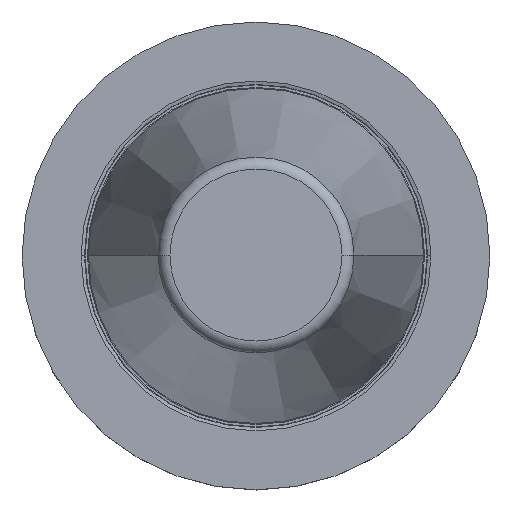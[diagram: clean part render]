
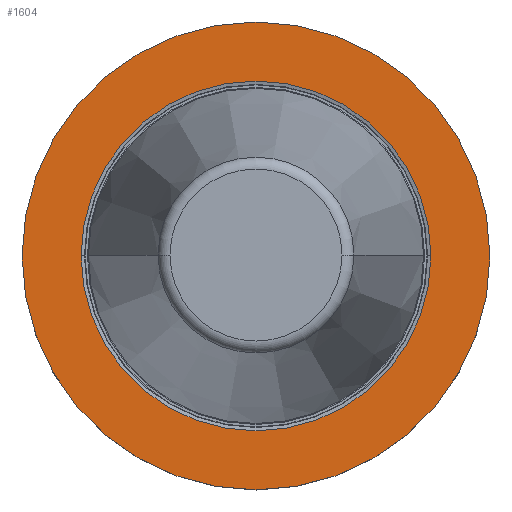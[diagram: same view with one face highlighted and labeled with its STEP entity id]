
A CAD part, top view. The second image highlights one B-rep face of the part: STEP entity #1604.
In plain terms, the highlighted planar face has unit normal (0, 0, 1).
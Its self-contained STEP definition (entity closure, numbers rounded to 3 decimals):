
#113=CARTESIAN_POINT('',(0.,0.,-3.2));
#114=DIRECTION('',(0.,0.,1.));
#115=DIRECTION('',(1.,0.,0.));
#116=AXIS2_PLACEMENT_3D('',#113,#114,#115);
#121=CARTESIAN_POINT('',(0.,0.,-3.2));
#122=DIRECTION('',(0.,0.,-1.));
#123=DIRECTION('',(1.,0.,0.));
#124=AXIS2_PLACEMENT_3D('',#121,#122,#123);
#129=CARTESIAN_POINT('',(0.,0.,-3.2));
#130=DIRECTION('',(0.,0.,1.));
#131=DIRECTION('',(1.,0.,0.));
#132=AXIS2_PLACEMENT_3D('',#129,#130,#131);
#137=CARTESIAN_POINT('',(0.,0.,-3.2));
#138=DIRECTION('',(0.,0.,1.));
#139=DIRECTION('',(-1.,0.,0.));
#140=AXIS2_PLACEMENT_3D('',#137,#138,#139);
#1421=CARTESIAN_POINT('',(48.75,0.,-3.2));
#1422=CARTESIAN_POINT('',(-48.75,0.,-3.2));
#1423=VERTEX_POINT('',#1421);
#1424=VERTEX_POINT('',#1422);
#1487=CARTESIAN_POINT('',(36.446,0.,-3.2));
#1488=VERTEX_POINT('',#1487);
#1491=CARTESIAN_POINT('',(-36.446,0.,-3.2));
#1492=VERTEX_POINT('',#1491);
#1589=CARTESIAN_POINT('',(0.,0.,-3.2));
#1590=DIRECTION('',(0.,0.,-1.));
#1591=DIRECTION('',(-1.,0.,0.));
#1592=AXIS2_PLACEMENT_3D('',#1589,#1590,#1591);
#1593=PLANE('',#1592);
#1594=ORIENTED_EDGE('',*,*,#1569,.F.);
#1595=ORIENTED_EDGE('',*,*,#1510,.T.);
#1596=EDGE_LOOP('',(#1594,#1595));
#1597=FACE_OUTER_BOUND('',#1596,.F.);
#1599=ORIENTED_EDGE('',*,*,#1598,.T.);
#1601=ORIENTED_EDGE('',*,*,#1600,.T.);
#1602=EDGE_LOOP('',(#1599,#1601));
#1603=FACE_BOUND('',#1602,.F.);
#117=CIRCLE('',#116,48.75);
#125=CIRCLE('',#124,48.75);
#133=CIRCLE('',#132,36.446);
#141=CIRCLE('',#140,36.446);
#1510=EDGE_CURVE('',#1423,#1424,#125,.T.);
#1569=EDGE_CURVE('',#1423,#1424,#117,.T.);
#1598=EDGE_CURVE('',#1488,#1492,#133,.T.);
#1600=EDGE_CURVE('',#1492,#1488,#141,.T.);
#1604=ADVANCED_FACE('',(#1597,#1603),#1593,.F.);
